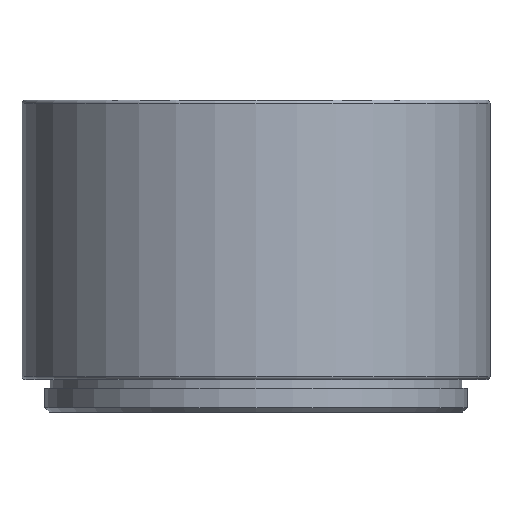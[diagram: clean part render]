
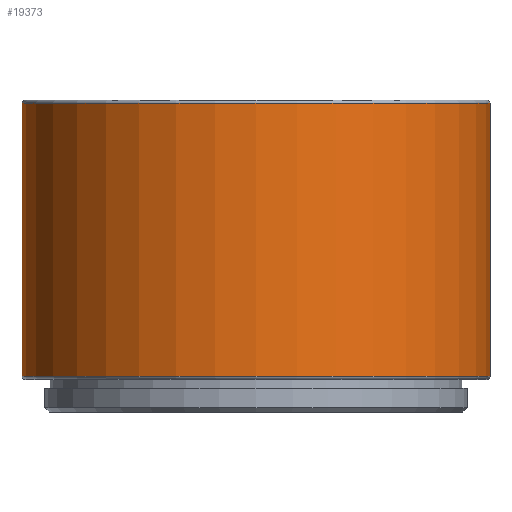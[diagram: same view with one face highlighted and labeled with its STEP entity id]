
A CAD part, front view. The second image highlights one B-rep face of the part: STEP entity #19373.
In plain terms, the highlighted cylindrical face has radius 21.6 mm (diameter 43.2 mm), a partial arc.
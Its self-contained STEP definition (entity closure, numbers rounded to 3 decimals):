
#109 = AXIS2_PLACEMENT_3D ( 'NONE', #16561, #4764, #22024 ) ;
#126 = EDGE_CURVE ( 'NONE', #19281, #6471, #6567, .T. ) ;
#674 = DIRECTION ( 'NONE',  ( 1., 0., 0. ) ) ;
#1230 = CIRCLE ( 'NONE', #18300, 21.6 ) ;
#1452 = ORIENTED_EDGE ( 'NONE', *, *, #22031, .F. ) ;
#1730 = CARTESIAN_POINT ( 'NONE',  ( -37.112, 4.915, 2.558 ) ) ;
#2267 = CARTESIAN_POINT ( 'NONE',  ( 6.088, 4.915, 2.558 ) ) ;
#2280 = EDGE_LOOP ( 'NONE', ( #1452, #4093, #7408, #3875 ) ) ;
#2979 = FACE_OUTER_BOUND ( 'NONE', #2280, .T. ) ;
#3258 = CARTESIAN_POINT ( 'NONE',  ( 6.088, 4.915, 27.758 ) ) ;
#3770 = VECTOR ( 'NONE', #13351, 1000. ) ;
#3802 = DIRECTION ( 'NONE',  ( -1., 0., 0. ) ) ;
#3875 = ORIENTED_EDGE ( 'NONE', *, *, #6776, .T. ) ;
#4093 = ORIENTED_EDGE ( 'NONE', *, *, #13167, .T. ) ;
#4764 = DIRECTION ( 'NONE',  ( 0., 0., -1. ) ) ;
#5832 = CIRCLE ( 'NONE', #19698, 21.6 ) ;
#6471 = VERTEX_POINT ( 'NONE', #1730 ) ;
#6567 = LINE ( 'NONE', #11577, #3770 ) ;
#6776 = EDGE_CURVE ( 'NONE', #6471, #15197, #5832, .T. ) ;
#7408 = ORIENTED_EDGE ( 'NONE', *, *, #126, .T. ) ;
#7582 = DIRECTION ( 'NONE',  ( 0., 0., -1. ) ) ;
#9368 = CARTESIAN_POINT ( 'NONE',  ( -15.512, 4.915, 27.758 ) ) ;
#9773 = CYLINDRICAL_SURFACE ( 'NONE', #109, 21.6 ) ;
#11577 = CARTESIAN_POINT ( 'NONE',  ( -37.112, 4.915, -0.742 ) ) ;
#11813 = VERTEX_POINT ( 'NONE', #3258 ) ;
#13167 = EDGE_CURVE ( 'NONE', #11813, #19281, #1230, .T. ) ;
#13351 = DIRECTION ( 'NONE',  ( 0., 0., -1. ) ) ;
#13533 = DIRECTION ( 'NONE',  ( 0., 0., -1. ) ) ;
#13921 = DIRECTION ( 'NONE',  ( 0., 0., 1. ) ) ;
#14687 = VECTOR ( 'NONE', #13533, 1000. ) ;
#15197 = VERTEX_POINT ( 'NONE', #2267 ) ;
#15424 = CARTESIAN_POINT ( 'NONE',  ( 6.088, 4.915, -0.742 ) ) ;
#16561 = CARTESIAN_POINT ( 'NONE',  ( -15.512, 4.915, -0.742 ) ) ;
#18117 = CARTESIAN_POINT ( 'NONE',  ( -37.112, 4.915, 27.758 ) ) ;
#18300 = AXIS2_PLACEMENT_3D ( 'NONE', #9368, #7582, #674 ) ;
#19047 = CARTESIAN_POINT ( 'NONE',  ( -15.512, 4.915, 2.558 ) ) ;
#19281 = VERTEX_POINT ( 'NONE', #18117 ) ;
#19373 = ADVANCED_FACE ( 'NONE', ( #2979 ), #9773, .T. ) ;
#19698 = AXIS2_PLACEMENT_3D ( 'NONE', #19047, #13921, #3802 ) ;
#20565 = LINE ( 'NONE', #15424, #14687 ) ;
#22024 = DIRECTION ( 'NONE',  ( -1., 0., 0. ) ) ;
#22031 = EDGE_CURVE ( 'NONE', #11813, #15197, #20565, .T. ) ;
